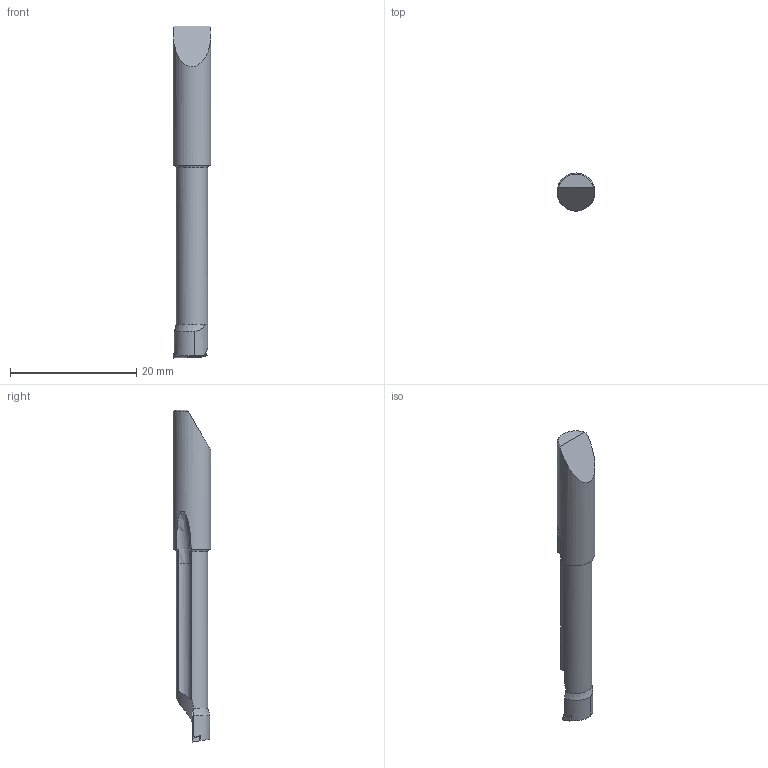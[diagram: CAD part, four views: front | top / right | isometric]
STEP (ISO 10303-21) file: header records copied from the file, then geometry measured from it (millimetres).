
FILE_DESCRIPTION(/* description */ (''),/* implementation_level */ '2;1');
FILE_NAME(/* name */ '1554098809523.stp',/* time_stamp */ '2019-04-01T08:07:06+02:00',/* author */ (''),/* organization */ ('SMS'),/* preprocessor_version */ 'ST-DEVELOPER v15',/* originating_system */ 'SIEMENS PLM Software NX 8.5',/* authorisation */ '');
FILE_SCHEMA (('AUTOMOTIVE_DESIGN { 1 0 10303 214 3 1 1 1 }'));
Length unit declared in the file: millimetre
Products named in the file (4): 201695727mod000_00; 202273446mod000_00; ASSEMBLY_CONSTRUCTION; 111166972mod000_01
Assembly tree (3 placements, depth 2):
  111166972mod000_01
    ASSEMBLY_CONSTRUCTION
    202273446mod000_00
    201695727mod000_00
Bounding box: 6 x 5.99 x 52.5 mm (x, y, z)
Volume: 1067.5 mm3; surface area: 963.9 mm2
Topology: 2 solids, 2 shells, 42 faces, 114 edges, 83 vertices
Faces by surface type: plane 28, cylinder 8, torus 4, cone 2
Full cylindrical faces by diameter (mm): 2.25 x2, 5.996 x1
Entity records: 1589 total; most frequent: CARTESIAN_POINT 397, DIRECTION 219, ORIENTED_EDGE 208, EDGE_CURVE 104, AXIS2_PLACEMENT_3D 79, VERTEX_POINT 72, LINE 61, VECTOR 61
